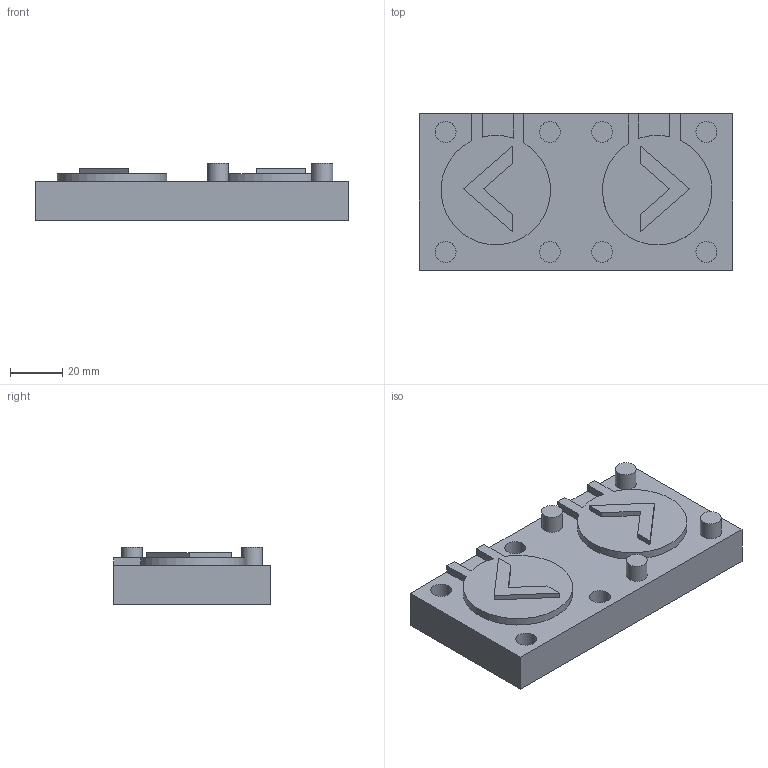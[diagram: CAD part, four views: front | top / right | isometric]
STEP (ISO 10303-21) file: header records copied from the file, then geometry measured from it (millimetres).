
FILE_DESCRIPTION(/* description */ (''),/* implementation_level */ '2;1');
FILE_NAME(/* name */ '5fbbe0c4a97bab163a95755f',/* time_stamp */ '2020-11-23T16:18:14+00:00',/* author */ (''),/* organization */ (''),/* preprocessor_version */ 'ST-DEVELOPER v16.7',/* originating_system */ $,/* authorisation */ $);
FILE_SCHEMA (('AUTOMOTIVE_DESIGN {1 0 10303 214 3 1 1}'));
Length unit declared in the file: metre
Products named in the file (1): Part 1
Bounding box: 120 x 60 x 22 mm (x, y, z)
Volume: 117587.1 mm3; surface area: 22607.4 mm2
Topology: 1 solids, 1 shells, 52 faces, 120 edges, 80 vertices
Faces by surface type: plane 40, cylinder 12
Full cylindrical faces by diameter (mm): 8 x8
Entity records: 1458 total; most frequent: CARTESIAN_POINT 245, DIRECTION 242, ORIENTED_EDGE 224, EDGE_CURVE 112, LINE 88, VECTOR 88, VERTEX_POINT 80, AXIS2_PLACEMENT_3D 77
